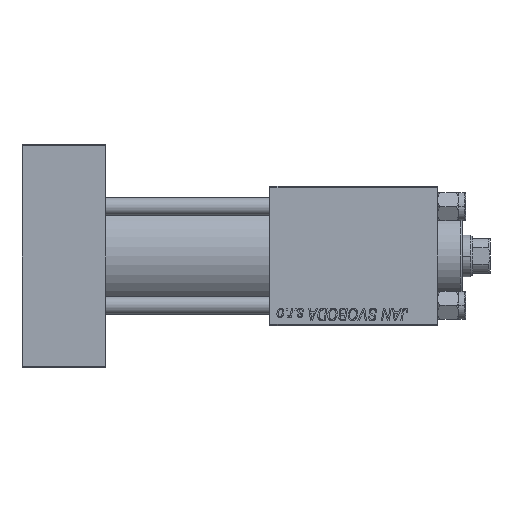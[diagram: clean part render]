
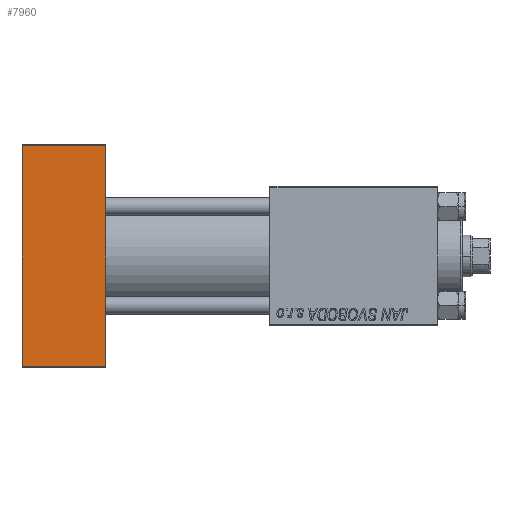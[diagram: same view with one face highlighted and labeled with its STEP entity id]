
A CAD part, front view. The second image highlights one B-rep face of the part: STEP entity #7960.
In plain terms, the highlighted planar face has unit normal (0, -1, 0).
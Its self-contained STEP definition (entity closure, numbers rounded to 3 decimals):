
#414 = CARTESIAN_POINT ( 'NONE',  ( 0., -20., -31.5 ) ) ;
#1685 = VECTOR ( 'NONE', #51021, 1000. ) ;
#7021 = CARTESIAN_POINT ( 'NONE',  ( 24., -20., -31.5 ) ) ;
#7960 = ADVANCED_FACE ( 'NONE', ( #29594 ), #37668, .F. ) ;
#9159 = LINE ( 'NONE', #9668, #47840 ) ;
#9639 = LINE ( 'NONE', #42244, #37961 ) ;
#9668 = CARTESIAN_POINT ( 'NONE',  ( 0., -20., 32. ) ) ;
#9796 = VERTEX_POINT ( 'NONE', #414 ) ;
#13182 = CARTESIAN_POINT ( 'NONE',  ( 24., -20., 32. ) ) ;
#14306 = EDGE_LOOP ( 'NONE', ( #51261, #26046, #42015, #30766 ) ) ;
#20012 = LINE ( 'NONE', #35928, #1685 ) ;
#20304 = CARTESIAN_POINT ( 'NONE',  ( 24., -20., 31.5 ) ) ;
#20691 = AXIS2_PLACEMENT_3D ( 'NONE', #49144, #41839, #29850 ) ;
#26046 = ORIENTED_EDGE ( 'NONE', *, *, #44224, .T. ) ;
#29047 = EDGE_CURVE ( 'NONE', #39179, #33463, #20012, .T. ) ;
#29106 = CARTESIAN_POINT ( 'NONE',  ( 0., -20., 31.5 ) ) ;
#29594 = FACE_OUTER_BOUND ( 'NONE', #14306, .T. ) ;
#29850 = DIRECTION ( 'NONE',  ( 0., 0., 1. ) ) ;
#30766 = ORIENTED_EDGE ( 'NONE', *, *, #29047, .T. ) ;
#33463 = VERTEX_POINT ( 'NONE', #29106 ) ;
#34501 = VECTOR ( 'NONE', #49174, 1000. ) ;
#35928 = CARTESIAN_POINT ( 'NONE',  ( 24., -20., 31.5 ) ) ;
#36690 = LINE ( 'NONE', #13182, #34501 ) ;
#37668 = PLANE ( 'NONE',  #20691 ) ;
#37961 = VECTOR ( 'NONE', #41997, 1000. ) ;
#39179 = VERTEX_POINT ( 'NONE', #20304 ) ;
#39595 = VERTEX_POINT ( 'NONE', #7021 ) ;
#40279 = EDGE_CURVE ( 'NONE', #39179, #39595, #36690, .T. ) ;
#41839 = DIRECTION ( 'NONE',  ( 0., 1., 0. ) ) ;
#41997 = DIRECTION ( 'NONE',  ( 1., 0., 0. ) ) ;
#42015 = ORIENTED_EDGE ( 'NONE', *, *, #40279, .F. ) ;
#42244 = CARTESIAN_POINT ( 'NONE',  ( 24., -20., -31.5 ) ) ;
#44224 = EDGE_CURVE ( 'NONE', #9796, #39595, #9639, .T. ) ;
#45937 = DIRECTION ( 'NONE',  ( 0., 0., -1. ) ) ;
#47840 = VECTOR ( 'NONE', #45937, 1000. ) ;
#49144 = CARTESIAN_POINT ( 'NONE',  ( 24., -20., 32. ) ) ;
#49174 = DIRECTION ( 'NONE',  ( 0., 0., -1. ) ) ;
#51021 = DIRECTION ( 'NONE',  ( -1., 0., 0. ) ) ;
#51261 = ORIENTED_EDGE ( 'NONE', *, *, #51419, .T. ) ;
#51419 = EDGE_CURVE ( 'NONE', #33463, #9796, #9159, .T. ) ;
